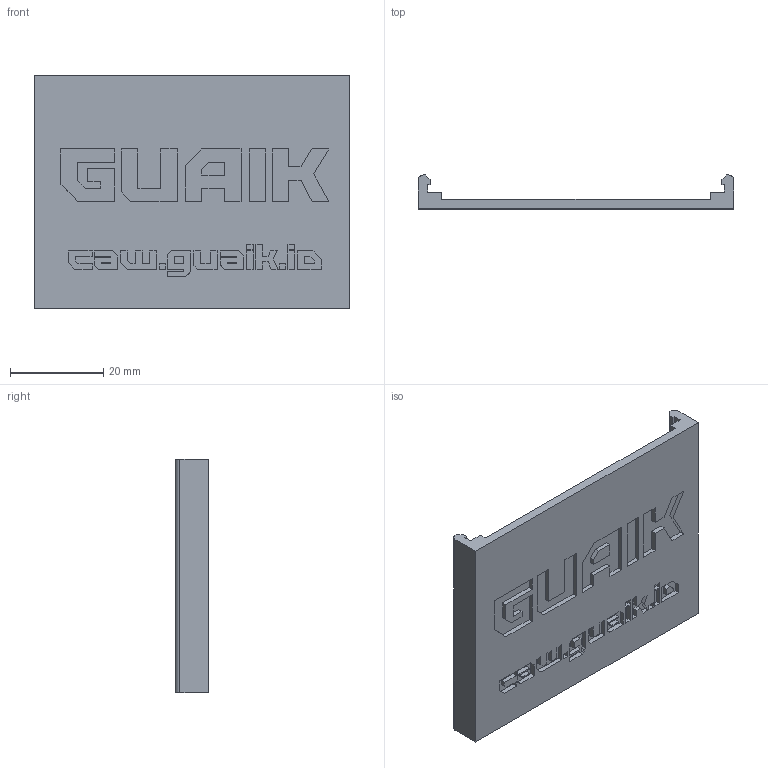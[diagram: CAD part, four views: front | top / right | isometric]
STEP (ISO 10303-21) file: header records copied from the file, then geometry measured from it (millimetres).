
FILE_DESCRIPTION(('FreeCAD Model'),'2;1');
FILE_NAME('Open CASCADE Shape Model','2023-01-04T16:07:05',(''),(''), 'Open CASCADE STEP processor 7.6','FreeCAD','Unknown');
FILE_SCHEMA(('AUTOMOTIVE_DESIGN { 1 0 10303 214 1 1 1 1 }'));
Length unit declared in the file: millimetre
Products named in the file (1): Cut001
Bounding box: 67.5 x 7.2 x 50 mm (x, y, z)
Volume: 7701.2 mm3; surface area: 8871.3 mm2
Topology: 1 solids, 1 shells, 243 faces, 651 edges, 434 vertices
Faces by surface type: plane 213, extrusion 28, cylinder 2
Entity records: 15818 total; most frequent: CARTESIAN_POINT 3497, DIRECTION 1937, VECTOR 1495, LINE 1467, ORIENTED_EDGE 1302, PCURVE 1302, DEFINITIONAL_REPRESENTATION 1302, EDGE_CURVE 651
